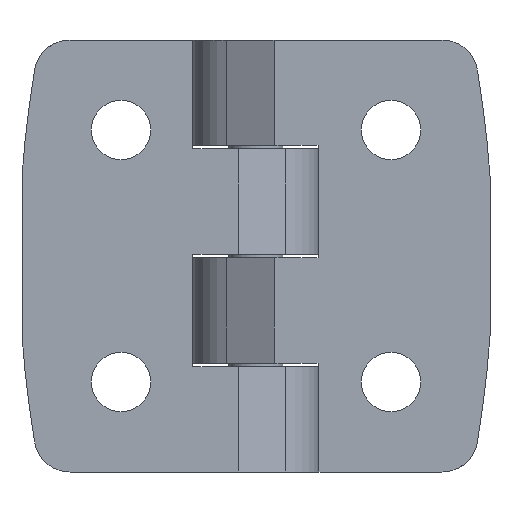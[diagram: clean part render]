
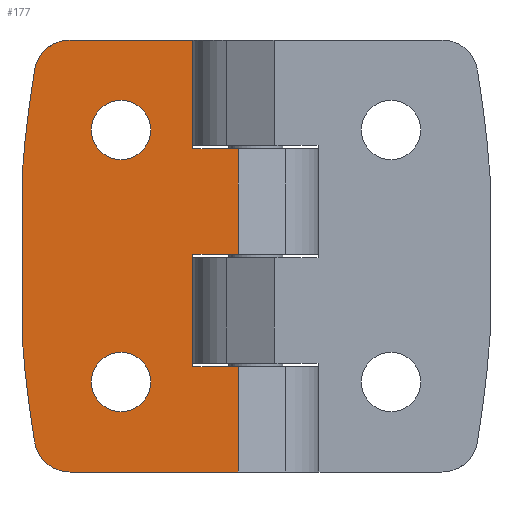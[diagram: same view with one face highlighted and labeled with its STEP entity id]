
A CAD part, front view. The second image highlights one B-rep face of the part: STEP entity #177.
In plain terms, the highlighted planar face has unit normal (0, -1, 0).
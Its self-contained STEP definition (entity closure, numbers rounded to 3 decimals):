
#177 = ADVANCED_FACE( '', ( #371, #372, #373 ), #374, .F. );
#371 = FACE_BOUND( '', #570, .T. );
#372 = FACE_BOUND( '', #571, .T. );
#373 = FACE_OUTER_BOUND( '', #572, .T. );
#374 = PLANE( '', #573 );
#570 = EDGE_LOOP( '', ( #1050 ) );
#571 = EDGE_LOOP( '', ( #1051 ) );
#572 = EDGE_LOOP( '', ( #1052, #1053, #1054, #1055, #1056, #1057, #1058, #1059, #1060, #1061, #1062, #1063, #1064, #1065 ) );
#573 = AXIS2_PLACEMENT_3D( '', #1066, #1067, #1068 );
#1050 = ORIENTED_EDGE( '', *, *, #1284, .T. );
#1051 = ORIENTED_EDGE( '', *, *, #1334, .T. );
#1052 = ORIENTED_EDGE( '', *, *, #1328, .F. );
#1053 = ORIENTED_EDGE( '', *, *, #1171, .F. );
#1054 = ORIENTED_EDGE( '', *, *, #1202, .T. );
#1055 = ORIENTED_EDGE( '', *, *, #1214, .F. );
#1056 = ORIENTED_EDGE( '', *, *, #1249, .F. );
#1057 = ORIENTED_EDGE( '', *, *, #1306, .T. );
#1058 = ORIENTED_EDGE( '', *, *, #1314, .F. );
#1059 = ORIENTED_EDGE( '', *, *, #1149, .F. );
#1060 = ORIENTED_EDGE( '', *, *, #1331, .F. );
#1061 = ORIENTED_EDGE( '', *, *, #1286, .T. );
#1062 = ORIENTED_EDGE( '', *, *, #1276, .F. );
#1063 = ORIENTED_EDGE( '', *, *, #1296, .F. );
#1064 = ORIENTED_EDGE( '', *, *, #1158, .F. );
#1065 = ORIENTED_EDGE( '', *, *, #1175, .F. );
#1066 = CARTESIAN_POINT( '', ( -26., -9., 24. ) );
#1067 = DIRECTION( '', ( 0., 1., 0. ) );
#1068 = DIRECTION( '', ( 0., 0., 1. ) );
#1149 = EDGE_CURVE( '', #1367, #1369, #1370, .T. );
#1158 = EDGE_CURVE( '', #1384, #1386, #1387, .T. );
#1171 = EDGE_CURVE( '', #1408, #1410, #1411, .T. );
#1175 = EDGE_CURVE( '', #1414, #1384, #1417, .T. );
#1202 = EDGE_CURVE( '', #1408, #1461, #1464, .T. );
#1214 = EDGE_CURVE( '', #1480, #1461, #1482, .T. );
#1249 = EDGE_CURVE( '', #1533, #1480, #1535, .T. );
#1276 = EDGE_CURVE( '', #1573, #1575, #1576, .T. );
#1284 = EDGE_CURVE( '', #1586, #1586, #1587, .T. );
#1286 = EDGE_CURVE( '', #1589, #1575, #1590, .T. );
#1296 = EDGE_CURVE( '', #1386, #1573, #1604, .T. );
#1306 = EDGE_CURVE( '', #1533, #1618, #1619, .T. );
#1314 = EDGE_CURVE( '', #1369, #1618, #1627, .T. );
#1328 = EDGE_CURVE( '', #1410, #1414, #1642, .T. );
#1331 = EDGE_CURVE( '', #1589, #1367, #1645, .T. );
#1334 = EDGE_CURVE( '', #1648, #1648, #1649, .T. );
#1367 = VERTEX_POINT( '', #1690 );
#1369 = VERTEX_POINT( '', #1693 );
#1370 = LINE( '', #1694, #1695 );
#1384 = VERTEX_POINT( '', #1720 );
#1386 = VERTEX_POINT( '', #1723 );
#1387 = LINE( '', #1724, #1725 );
#1408 = VERTEX_POINT( '', #1759 );
#1410 = VERTEX_POINT( '', #1762 );
#1411 = CIRCLE( '', #1763, 125.64 );
#1414 = VERTEX_POINT( '', #1767 );
#1417 = LINE( '', #1771, #1772 );
#1461 = VERTEX_POINT( '', #1839 );
#1464 = LINE( '', #1843, #1844 );
#1480 = VERTEX_POINT( '', #1866 );
#1482 = CIRCLE( '', #1869, 125.64 );
#1533 = VERTEX_POINT( '', #2045 );
#1535 = CIRCLE( '', #2048, 4. );
#1573 = VERTEX_POINT( '', #2353 );
#1575 = VERTEX_POINT( '', #2356 );
#1576 = LINE( '', #2357, #2358 );
#1586 = VERTEX_POINT( '', #2372 );
#1587 = CIRCLE( '', #2373, 3.3 );
#1589 = VERTEX_POINT( '', #2375 );
#1590 = LINE( '', #2376, #2377 );
#1604 = LINE( '', #2392, #2393 );
#1618 = VERTEX_POINT( '', #2411 );
#1619 = LINE( '', #2412, #2413 );
#1627 = LINE( '', #2425, #2426 );
#1642 = CIRCLE( '', #2459, 4. );
#1645 = LINE( '', #2462, #2463 );
#1648 = VERTEX_POINT( '', #2466 );
#1649 = CIRCLE( '', #2467, 3.3 );
#1690 = CARTESIAN_POINT( '', ( -7., -9., -12.3 ) );
#1693 = CARTESIAN_POINT( '', ( -2., -9., -12.3 ) );
#1694 = CARTESIAN_POINT( '', ( -7., -9., -12.3 ) );
#1695 = VECTOR( '', #2496, 1000. );
#1720 = CARTESIAN_POINT( '', ( -7., -9., 24. ) );
#1723 = CARTESIAN_POINT( '', ( -7., -9., 11.9 ) );
#1724 = CARTESIAN_POINT( '', ( -7., -9., 24.4 ) );
#1725 = VECTOR( '', #2505, 1000. );
#1759 = CARTESIAN_POINT( '', ( -26., -9., 8.871 ) );
#1762 = CARTESIAN_POINT( '', ( -24.604, -9., 20.658 ) );
#1763 = AXIS2_PLACEMENT_3D( '', #2517, #2518, #2519 );
#1767 = CARTESIAN_POINT( '', ( -20.658, -9., 24. ) );
#1771 = CARTESIAN_POINT( '', ( -26., -9., 24. ) );
#1772 = VECTOR( '', #2522, 1000. );
#1839 = CARTESIAN_POINT( '', ( -26., -9., -8.871 ) );
#1843 = CARTESIAN_POINT( '', ( -26., -9., 24. ) );
#1844 = VECTOR( '', #2552, 1000. );
#1866 = CARTESIAN_POINT( '', ( -24.604, -9., -20.658 ) );
#1869 = AXIS2_PLACEMENT_3D( '', #2569, #2570, #2571 );
#2045 = CARTESIAN_POINT( '', ( -20.658, -9., -24. ) );
#2048 = AXIS2_PLACEMENT_3D( '', #2608, #2609, #2610 );
#2353 = CARTESIAN_POINT( '', ( -2., -9., 11.9 ) );
#2356 = CARTESIAN_POINT( '', ( -2., -9., 0.2 ) );
#2357 = CARTESIAN_POINT( '', ( -2., -9., 24. ) );
#2358 = VECTOR( '', #2633, 1000. );
#2372 = CARTESIAN_POINT( '', ( -15., -9., -10.7 ) );
#2373 = AXIS2_PLACEMENT_3D( '', #2641, #2642, #2643 );
#2375 = CARTESIAN_POINT( '', ( -7., -9., 0.2 ) );
#2376 = CARTESIAN_POINT( '', ( -7., -9., 0.2 ) );
#2377 = VECTOR( '', #2644, 1000. );
#2392 = CARTESIAN_POINT( '', ( -7., -9., 11.9 ) );
#2393 = VECTOR( '', #2664, 1000. );
#2411 = CARTESIAN_POINT( '', ( -2., -9., -24. ) );
#2412 = CARTESIAN_POINT( '', ( -26., -9., -24. ) );
#2413 = VECTOR( '', #2678, 1000. );
#2425 = CARTESIAN_POINT( '', ( -2., -9., 24. ) );
#2426 = VECTOR( '', #2686, 1000. );
#2459 = AXIS2_PLACEMENT_3D( '', #2696, #2697, #2698 );
#2462 = CARTESIAN_POINT( '', ( -7., -9., 0.2 ) );
#2463 = VECTOR( '', #2699, 1000. );
#2466 = CARTESIAN_POINT( '', ( -15., -9., 17.3 ) );
#2467 = AXIS2_PLACEMENT_3D( '', #2700, #2701, #2702 );
#2496 = DIRECTION( '', ( 1., 0., 0. ) );
#2505 = DIRECTION( '', ( 0., 0., -1. ) );
#2517 = CARTESIAN_POINT( '', ( 99.327, -9., 0. ) );
#2518 = DIRECTION( '', ( 0., 1., 0. ) );
#2519 = DIRECTION( '', ( 1., 0., 0. ) );
#2522 = DIRECTION( '', ( 1., 0., 0. ) );
#2552 = DIRECTION( '', ( 0., 0., -1. ) );
#2569 = CARTESIAN_POINT( '', ( 99.327, -9., 0. ) );
#2570 = DIRECTION( '', ( 0., 1., 0. ) );
#2571 = DIRECTION( '', ( 1., 0., 0. ) );
#2608 = CARTESIAN_POINT( '', ( -20.658, -9., -20. ) );
#2609 = DIRECTION( '', ( 0., 1., 0. ) );
#2610 = DIRECTION( '', ( 1., 0., 0. ) );
#2633 = DIRECTION( '', ( 0., 0., -1. ) );
#2641 = CARTESIAN_POINT( '', ( -15., -9., -14. ) );
#2642 = DIRECTION( '', ( 0., 1., 0. ) );
#2643 = DIRECTION( '', ( 0., 0., 1. ) );
#2644 = DIRECTION( '', ( 1., 0., 0. ) );
#2664 = DIRECTION( '', ( 1., 0., 0. ) );
#2678 = DIRECTION( '', ( 1., 0., 0. ) );
#2686 = DIRECTION( '', ( 0., 0., -1. ) );
#2696 = CARTESIAN_POINT( '', ( -20.658, -9., 20. ) );
#2697 = DIRECTION( '', ( 0., 1., 0. ) );
#2698 = DIRECTION( '', ( 1., 0., 0. ) );
#2699 = DIRECTION( '', ( 0., 0., -1. ) );
#2700 = CARTESIAN_POINT( '', ( -15., -9., 14. ) );
#2701 = DIRECTION( '', ( 0., 1., 0. ) );
#2702 = DIRECTION( '', ( 0., 0., 1. ) );
